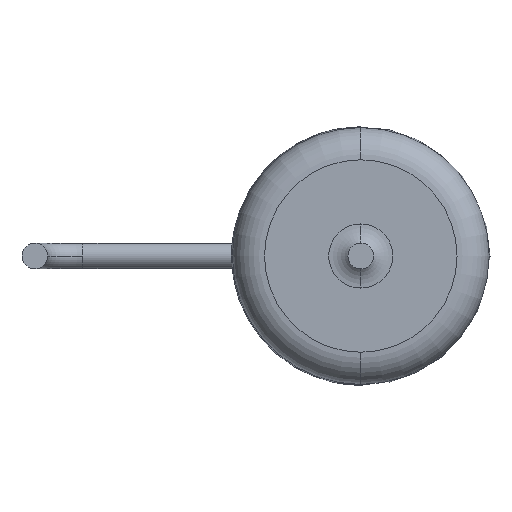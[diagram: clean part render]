
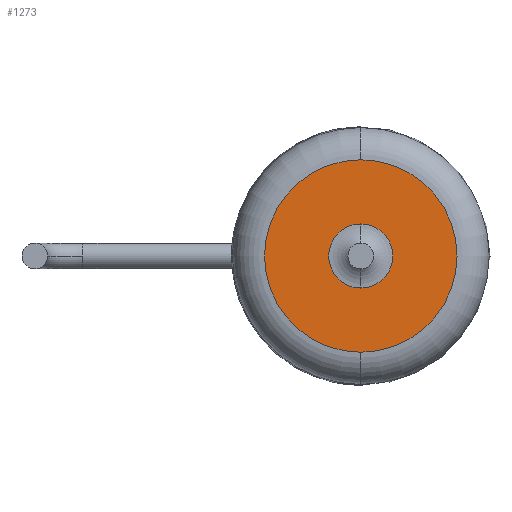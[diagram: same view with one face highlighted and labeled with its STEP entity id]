
A CAD part, front view. The second image highlights one B-rep face of the part: STEP entity #1273.
In plain terms, the highlighted planar face has unit normal (0, -1, 0).
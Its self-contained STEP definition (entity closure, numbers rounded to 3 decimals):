
#19 = AXIS2_PLACEMENT_3D ( 'NONE', #1013, #1860, #1395 ) ;
#139 = CARTESIAN_POINT ( 'NONE',  ( 0., -12., 1. ) ) ;
#284 = DIRECTION ( 'NONE',  ( 0., -1., 0. ) ) ;
#348 = ORIENTED_EDGE ( 'NONE', *, *, #1320, .F. ) ;
#373 = CARTESIAN_POINT ( 'NONE',  ( 0., -12., 0. ) ) ;
#466 = PLANE ( 'NONE',  #2296 ) ;
#506 = CARTESIAN_POINT ( 'NONE',  ( 0., -12., 0. ) ) ;
#605 = VERTEX_POINT ( 'NONE', #617 ) ;
#617 = CARTESIAN_POINT ( 'NONE',  ( 0., -12., -1. ) ) ;
#692 = DIRECTION ( 'NONE',  ( 0., 0., 1. ) ) ;
#804 = VERTEX_POINT ( 'NONE', #139 ) ;
#868 = DIRECTION ( 'NONE',  ( 0., -1., 0. ) ) ;
#887 = FACE_OUTER_BOUND ( 'NONE', #929, .T. ) ;
#929 = EDGE_LOOP ( 'NONE', ( #1359, #1295 ) ) ;
#947 = EDGE_CURVE ( 'NONE', #1129, #2246, #1336, .T. ) ;
#1013 = CARTESIAN_POINT ( 'NONE',  ( 0., -12., 0. ) ) ;
#1129 = VERTEX_POINT ( 'NONE', #1831 ) ;
#1168 = CIRCLE ( 'NONE', #19, 1. ) ;
#1184 = DIRECTION ( 'NONE',  ( 0., -1., 0. ) ) ;
#1273 = ADVANCED_FACE ( 'NONE', ( #1473, #887 ), #466, .F. ) ;
#1295 = ORIENTED_EDGE ( 'NONE', *, *, #947, .T. ) ;
#1320 = EDGE_CURVE ( 'NONE', #605, #804, #1168, .T. ) ;
#1336 = CIRCLE ( 'NONE', #1433, 3. ) ;
#1346 = ORIENTED_EDGE ( 'NONE', *, *, #1458, .F. ) ;
#1359 = ORIENTED_EDGE ( 'NONE', *, *, #2282, .T. ) ;
#1395 = DIRECTION ( 'NONE',  ( 0., 0., 1. ) ) ;
#1433 = AXIS2_PLACEMENT_3D ( 'NONE', #506, #284, #1517 ) ;
#1458 = EDGE_CURVE ( 'NONE', #804, #605, #2483, .T. ) ;
#1473 = FACE_BOUND ( 'NONE', #2586, .T. ) ;
#1517 = DIRECTION ( 'NONE',  ( 0., 0., 1. ) ) ;
#1641 = AXIS2_PLACEMENT_3D ( 'NONE', #1929, #868, #692 ) ;
#1764 = CARTESIAN_POINT ( 'NONE',  ( 0., -12., 0. ) ) ;
#1816 = CARTESIAN_POINT ( 'NONE',  ( 0., -12., 3. ) ) ;
#1831 = CARTESIAN_POINT ( 'NONE',  ( 0., -12., -3. ) ) ;
#1860 = DIRECTION ( 'NONE',  ( 0., -1., 0. ) ) ;
#1899 = CIRCLE ( 'NONE', #2300, 3. ) ;
#1929 = CARTESIAN_POINT ( 'NONE',  ( 0., -12., 0. ) ) ;
#2004 = DIRECTION ( 'NONE',  ( 0., 0., 1. ) ) ;
#2051 = DIRECTION ( 'NONE',  ( 0., 0., 1. ) ) ;
#2246 = VERTEX_POINT ( 'NONE', #1816 ) ;
#2282 = EDGE_CURVE ( 'NONE', #2246, #1129, #1899, .T. ) ;
#2296 = AXIS2_PLACEMENT_3D ( 'NONE', #1764, #2611, #2051 ) ;
#2300 = AXIS2_PLACEMENT_3D ( 'NONE', #373, #1184, #2004 ) ;
#2483 = CIRCLE ( 'NONE', #1641, 1. ) ;
#2586 = EDGE_LOOP ( 'NONE', ( #1346, #348 ) ) ;
#2611 = DIRECTION ( 'NONE',  ( 0., 1., 0. ) ) ;
